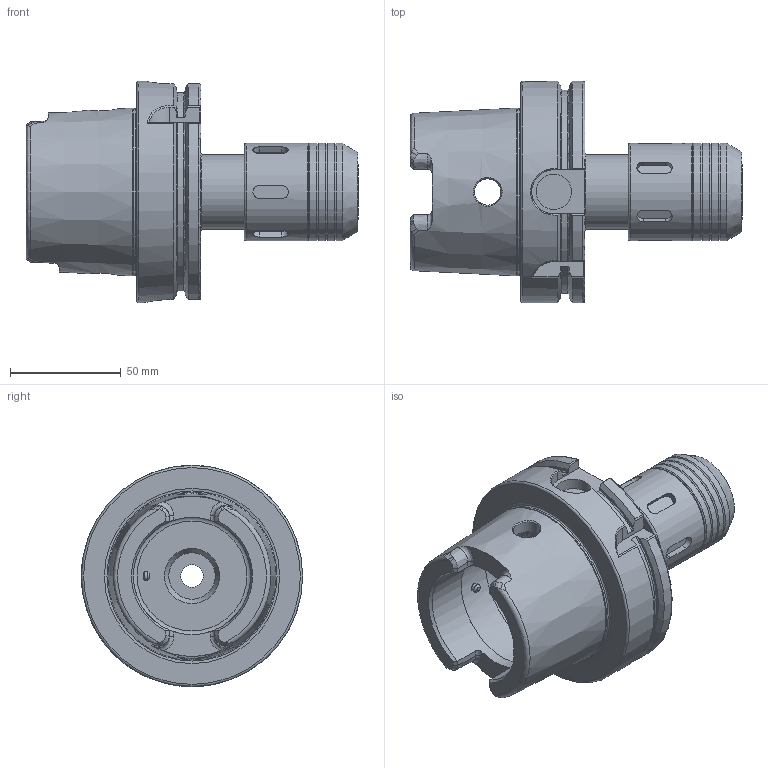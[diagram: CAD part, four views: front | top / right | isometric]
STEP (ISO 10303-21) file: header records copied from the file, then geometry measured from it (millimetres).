
FILE_DESCRIPTION(/* description */ (''),/* implementation_level */ '2;1');
FILE_NAME(/* name */ 'HSK100A-BC075-0394.stp',/* time_stamp */ '2019-07-11T15:30:00-05:00',/* author */ ('ldfli'),/* organization */ ('Pioneer N.A.'),/* preprocessor_version */ 'ST-DEVELOPER v18',/* originating_system */ 'Autodesk Inventor LT',/* authorisation */ '');
FILE_SCHEMA (('AUTOMOTIVE_DESIGN { 1 0 10303 214 3 1 1 }'));
Length unit declared in the file: millimetre
Products named in the file (1): HSK100A-BC075-0394
Bounding box: 150 x 100 x 100 mm (x, y, z)
Volume: 323040.1 mm3; surface area: 79008.6 mm2
Topology: 4 solids, 4 shells, 275 faces, 787 edges, 540 vertices
Faces by surface type: plane 101, cylinder 61, bspline 46, torus 38, cone 29
Full cylindrical faces by diameter (mm): 3.242 x1, 4 x1, 10 x1, 10.106 x1, 12 x2, 16 x1, 19.054 x1, 20.054 x1, 21 x1, 26 x1, 32.531 x1, 33.903 x1, 34.322 x1, 35 x2, 35.2 x2, 38.8 x1, 42 x1, 44 x5, 53 x2, 63 x1, 75.519 x1, 100 x1
Entity records: 12492 total; most frequent: CARTESIAN_POINT 5391, ORIENTED_EDGE 1578, DIRECTION 1385, EDGE_CURVE 789, AXIS2_PLACEMENT_3D 561, VERTEX_POINT 542, CIRCLE 327, EDGE_LOOP 307
